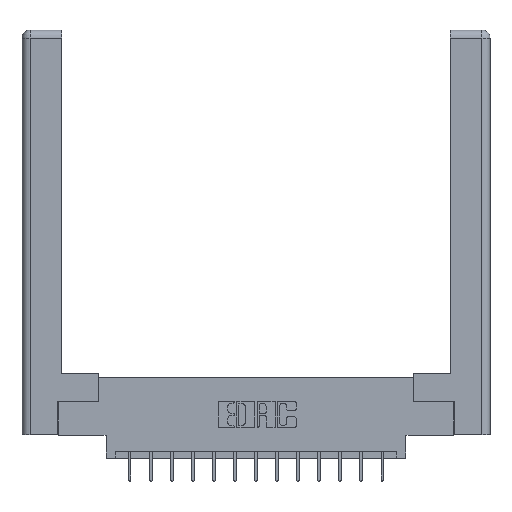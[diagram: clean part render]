
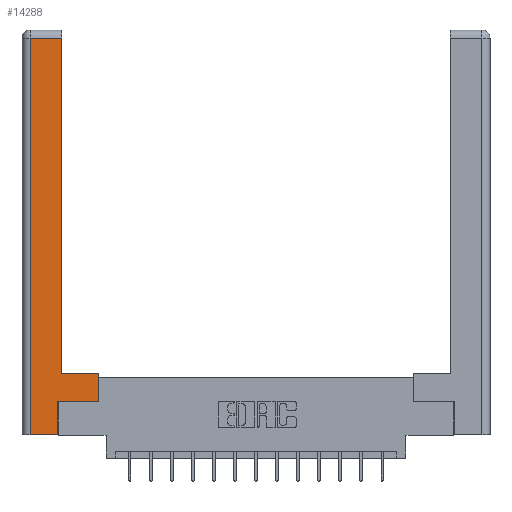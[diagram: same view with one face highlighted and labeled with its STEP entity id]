
A CAD part, top view. The second image highlights one B-rep face of the part: STEP entity #14288.
In plain terms, the highlighted planar face has unit normal (0, 0, 1).
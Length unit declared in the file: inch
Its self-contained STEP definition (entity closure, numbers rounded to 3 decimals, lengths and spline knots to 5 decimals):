
#406 = LINE ( 'NONE', #13658, #5639 ) ;
#565 = LINE ( 'NONE', #8218, #16289 ) ;
#1044 = CARTESIAN_POINT ( 'NONE',  ( 0.0615, 2.94, 0. ) ) ;
#1714 = CARTESIAN_POINT ( 'NONE',  ( 0.295, 0.45, 0. ) ) ;
#1940 = VECTOR ( 'NONE', #15243, 39.37008 ) ;
#2401 = EDGE_CURVE ( 'NONE', #15188, #7869, #565, .T. ) ;
#2547 = ORIENTED_EDGE ( 'NONE', *, *, #3832, .T. ) ;
#2891 = EDGE_LOOP ( 'NONE', ( #11680, #6747, #2547, #3925, #15977, #4787, #3314, #4320 ) ) ;
#3314 = ORIENTED_EDGE ( 'NONE', *, *, #13942, .T. ) ;
#3596 = VERTEX_POINT ( 'NONE', #10691 ) ;
#3832 = EDGE_CURVE ( 'NONE', #8017, #6533, #8799, .T. ) ;
#3925 = ORIENTED_EDGE ( 'NONE', *, *, #16604, .T. ) ;
#4046 = CARTESIAN_POINT ( 'NONE',  ( 0.295, 3., 0. ) ) ;
#4320 = ORIENTED_EDGE ( 'NONE', *, *, #9181, .T. ) ;
#4634 = DIRECTION ( 'NONE',  ( 1., 0., 0. ) ) ;
#4762 = DIRECTION ( 'NONE',  ( -1., 0., 0. ) ) ;
#4787 = ORIENTED_EDGE ( 'NONE', *, *, #9086, .T. ) ;
#5119 = DIRECTION ( 'NONE',  ( 0., 1., 0. ) ) ;
#5203 = CARTESIAN_POINT ( 'NONE',  ( 0.0615, 0., 0. ) ) ;
#5210 = VECTOR ( 'NONE', #5119, 39.37008 ) ;
#5639 = VECTOR ( 'NONE', #4634, 39.37008 ) ;
#5726 = EDGE_CURVE ( 'NONE', #3596, #8017, #13007, .T. ) ;
#6162 = PLANE ( 'NONE',  #10872 ) ;
#6252 = VECTOR ( 'NONE', #16459, 39.37008 ) ;
#6337 = VECTOR ( 'NONE', #15753, 39.37008 ) ;
#6533 = VERTEX_POINT ( 'NONE', #5203 ) ;
#6722 = CARTESIAN_POINT ( 'NONE',  ( 0.265, 0., 0. ) ) ;
#6747 = ORIENTED_EDGE ( 'NONE', *, *, #5726, .T. ) ;
#6850 = CARTESIAN_POINT ( 'NONE',  ( 0.565, 0.45, 0. ) ) ;
#7289 = CARTESIAN_POINT ( 'NONE',  ( 0., 0., 0. ) ) ;
#7451 = DIRECTION ( 'NONE',  ( 0., 0., -1. ) ) ;
#7869 = VERTEX_POINT ( 'NONE', #9788 ) ;
#8017 = VERTEX_POINT ( 'NONE', #1044 ) ;
#8038 = LINE ( 'NONE', #4046, #5210 ) ;
#8218 = CARTESIAN_POINT ( 'NONE',  ( 0.265, 0.245, 0. ) ) ;
#8263 = DIRECTION ( 'NONE',  ( 0., 1., 0. ) ) ;
#8540 = VERTEX_POINT ( 'NONE', #10960 ) ;
#8704 = VERTEX_POINT ( 'NONE', #14848 ) ;
#8783 = CARTESIAN_POINT ( 'NONE',  ( 0.0615, 2.94, 0. ) ) ;
#8799 = LINE ( 'NONE', #11529, #1940 ) ;
#9086 = EDGE_CURVE ( 'NONE', #7869, #8704, #406, .T. ) ;
#9181 = EDGE_CURVE ( 'NONE', #8540, #15603, #14318, .T. ) ;
#9788 = CARTESIAN_POINT ( 'NONE',  ( 0.265, 0.245, 0. ) ) ;
#10143 = EDGE_CURVE ( 'NONE', #15603, #3596, #8038, .T. ) ;
#10691 = CARTESIAN_POINT ( 'NONE',  ( 0.295, 2.94, 0. ) ) ;
#10872 = AXIS2_PLACEMENT_3D ( 'NONE', #7289, #7451, #16444 ) ;
#10960 = CARTESIAN_POINT ( 'NONE',  ( 0.565, 0.45, 0. ) ) ;
#11152 = LINE ( 'NONE', #6722, #6337 ) ;
#11529 = CARTESIAN_POINT ( 'NONE',  ( 0.0615, 0., 0. ) ) ;
#11596 = CARTESIAN_POINT ( 'NONE',  ( 0.265, 0., 0. ) ) ;
#11603 = VECTOR ( 'NONE', #4762, 39.37008 ) ;
#11680 = ORIENTED_EDGE ( 'NONE', *, *, #10143, .T. ) ;
#13007 = LINE ( 'NONE', #8783, #11603 ) ;
#13658 = CARTESIAN_POINT ( 'NONE',  ( 0.565, 0.245, 0. ) ) ;
#13929 = CARTESIAN_POINT ( 'NONE',  ( 0.295, 0.45, 0. ) ) ;
#13942 = EDGE_CURVE ( 'NONE', #8704, #8540, #14082, .T. ) ;
#14082 = LINE ( 'NONE', #6850, #14493 ) ;
#14288 = ADVANCED_FACE ( 'NONE', ( #14875 ), #6162, .F. ) ;
#14318 = LINE ( 'NONE', #13929, #6252 ) ;
#14493 = VECTOR ( 'NONE', #14612, 39.37008 ) ;
#14612 = DIRECTION ( 'NONE',  ( 0., 1., 0. ) ) ;
#14848 = CARTESIAN_POINT ( 'NONE',  ( 0.565, 0.245, 0. ) ) ;
#14875 = FACE_OUTER_BOUND ( 'NONE', #2891, .T. ) ;
#15188 = VERTEX_POINT ( 'NONE', #11596 ) ;
#15243 = DIRECTION ( 'NONE',  ( 0., -1., 0. ) ) ;
#15603 = VERTEX_POINT ( 'NONE', #1714 ) ;
#15753 = DIRECTION ( 'NONE',  ( 1., 0., 0. ) ) ;
#15977 = ORIENTED_EDGE ( 'NONE', *, *, #2401, .T. ) ;
#16289 = VECTOR ( 'NONE', #8263, 39.37008 ) ;
#16444 = DIRECTION ( 'NONE',  ( -1., 0., 0. ) ) ;
#16459 = DIRECTION ( 'NONE',  ( -1., 0., 0. ) ) ;
#16604 = EDGE_CURVE ( 'NONE', #6533, #15188, #11152, .T. ) ;
